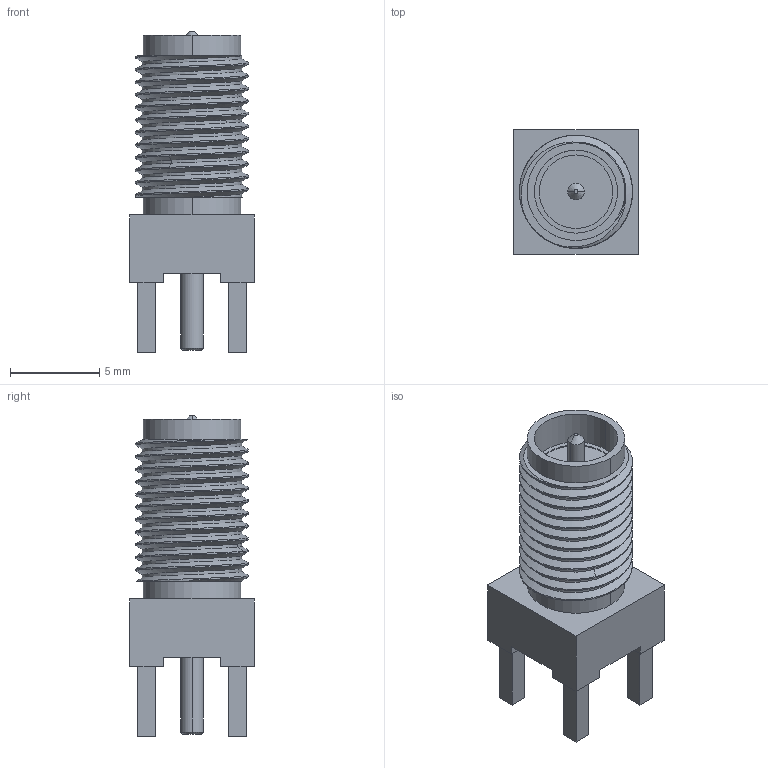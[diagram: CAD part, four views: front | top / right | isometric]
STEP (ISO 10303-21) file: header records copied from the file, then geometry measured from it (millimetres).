
FILE_DESCRIPTION((''),'2;1');
FILE_NAME('MOLEX_SD-73251-562','2016-11-03T',('s4237722'),(''),'CREO PARAMETRIC BY PTC INC, 2015080','CREO PARAMETRIC BY PTC INC, 2015080','');
FILE_SCHEMA(('AUTOMOTIVE_DESIGN { 1 0 10303 214 1 1 1 1 }'));
Length unit declared in the file: millimetre
Products named in the file (1): MOLEX_SD-73251-562
Bounding box: 7 x 7 x 18.08 mm (x, y, z)
Volume: 426.2 mm3; surface area: 610.2 mm2
Topology: 2 solids, 2 shells, 103 faces, 249 edges, 160 vertices
Faces by surface type: plane 51, cylinder 36, bspline 12, cone 4
Entity records: 7251 total; most frequent: CARTESIAN_POINT 4022, ORIENTED_EDGE 498, DIRECTION 405, PRESENTATION_STYLE_ASSIGNMENT 263, STYLED_ITEM 251, CURVE_STYLE 249, EDGE_CURVE 249, VERTEX_POINT 160
